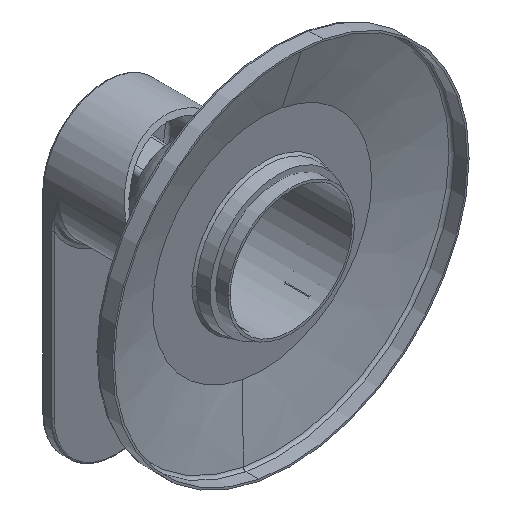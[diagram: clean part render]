
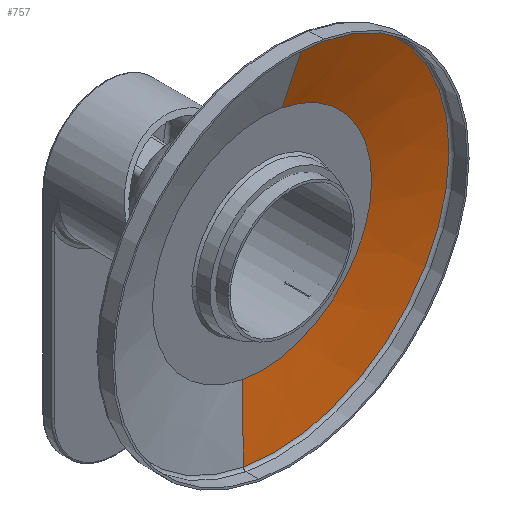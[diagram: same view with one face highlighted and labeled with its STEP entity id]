
A CAD part, isometric view. The second image highlights one B-rep face of the part: STEP entity #757.
In plain terms, the highlighted conical face has half-angle 78.69 degrees and reference radius 46.518 mm.
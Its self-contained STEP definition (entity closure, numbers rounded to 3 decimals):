
#499=DIRECTION('',(0.196,0.981,0.));
#500=VECTOR('',#499,21.574);
#501=CARTESIAN_POINT('',(-9.4,35.941,0.));
#502=LINE('',#501,#500);
#508=DIRECTION('',(0.196,-0.981,0.));
#509=VECTOR('',#508,21.574);
#510=CARTESIAN_POINT('',(-9.4,-35.941,0.));
#511=LINE('',#510,#509);
#512=CARTESIAN_POINT('',(-5.169,0.,0.));
#513=DIRECTION('',(1.,0.,0.));
#514=DIRECTION('',(0.,-1.,0.));
#515=AXIS2_PLACEMENT_3D('',#512,#513,#514);
#517=CARTESIAN_POINT('',(-9.4,0.,0.));
#518=DIRECTION('',(1.,0.,0.));
#519=DIRECTION('',(0.,-1.,0.));
#520=AXIS2_PLACEMENT_3D('',#517,#518,#519);
#616=CARTESIAN_POINT('',(-9.4,-35.941,0.));
#617=CARTESIAN_POINT('',(-9.4,35.941,0.));
#618=VERTEX_POINT('',#616);
#619=VERTEX_POINT('',#617);
#620=CARTESIAN_POINT('',(-5.169,-57.096,0.));
#621=CARTESIAN_POINT('',(-5.169,57.096,0.));
#622=VERTEX_POINT('',#620);
#623=VERTEX_POINT('',#621);
#745=CARTESIAN_POINT('',(-7.284,0.,0.));
#746=DIRECTION('',(1.,0.,0.));
#747=DIRECTION('',(0.,-1.,0.));
#748=AXIS2_PLACEMENT_3D('',#745,#746,#747);
#749=CONICAL_SURFACE('',#748,46.518,78.69);
#750=ORIENTED_EDGE('',*,*,#710,.F.);
#751=ORIENTED_EDGE('',*,*,#740,.F.);
#753=ORIENTED_EDGE('',*,*,#752,.T.);
#754=ORIENTED_EDGE('',*,*,#736,.T.);
#755=EDGE_LOOP('',(#750,#751,#753,#754));
#756=FACE_OUTER_BOUND('',#755,.F.);
#757=ADVANCED_FACE('',(#756),#749,.F.);
#516=CIRCLE('',#515,57.096);
#521=CIRCLE('',#520,35.941);
#710=EDGE_CURVE('',#622,#623,#516,.T.);
#736=EDGE_CURVE('',#619,#623,#502,.T.);
#740=EDGE_CURVE('',#618,#622,#511,.T.);
#752=EDGE_CURVE('',#618,#619,#521,.T.);
